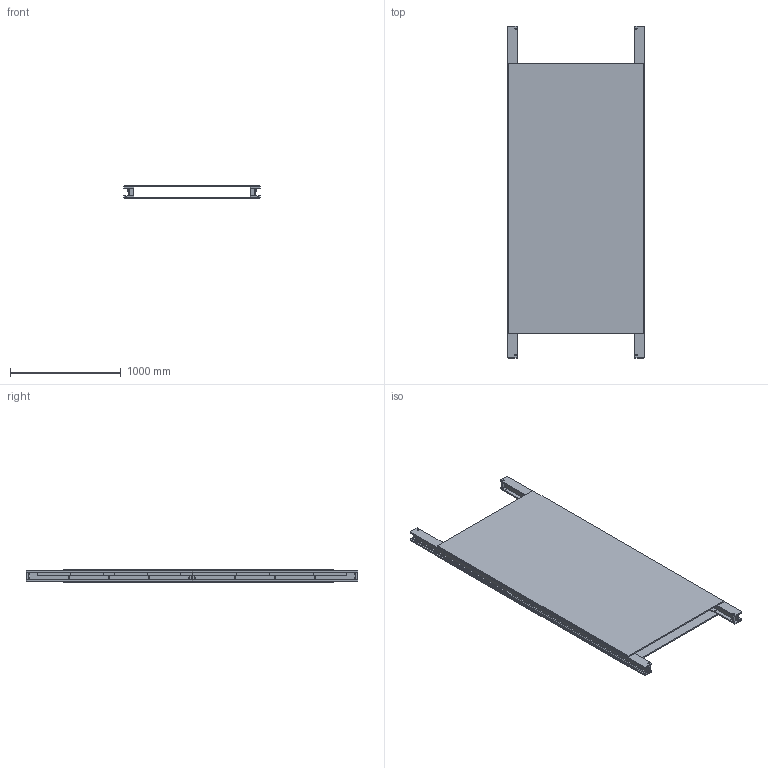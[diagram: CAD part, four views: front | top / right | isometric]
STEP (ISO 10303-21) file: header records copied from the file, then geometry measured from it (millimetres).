
FILE_DESCRIPTION(/* description */ (''),/* implementation_level */ '2;1');
FILE_NAME(/* name */ 'PEASAN~2',/* time_stamp */ '2018-07-10T18:46:58+02:00',/* author */ (''),/* organization */ (''),/* preprocessor_version */ 'ST-DEVELOPER v15',/* originating_system */ '',/* authorisation */ '');
FILE_SCHEMA (('AUTOMOTIVE_DESIGN'));
Length unit declared in the file: millimetre
Products named in the file (1): Document
Bounding box: 1232 x 2999.8 x 118 mm (x, y, z)
Volume: 90692474.5 mm3; surface area: 16360408.6 mm2
Topology: 46 solids, 46 shells, 1616 faces, 4572 edges, 3048 vertices
Faces by surface type: bspline 988, plane 628
Entity records: 49846 total; most frequent: CARTESIAN_POINT 23830, ORIENTED_EDGE 9144, EDGE_CURVE 4572, VERTEX_POINT 3048, EDGE_LOOP 1960, B_SPLINE_CURVE_WITH_KNOTS 1672, ADVANCED_FACE 1616, FACE_OUTER_BOUND 1616
